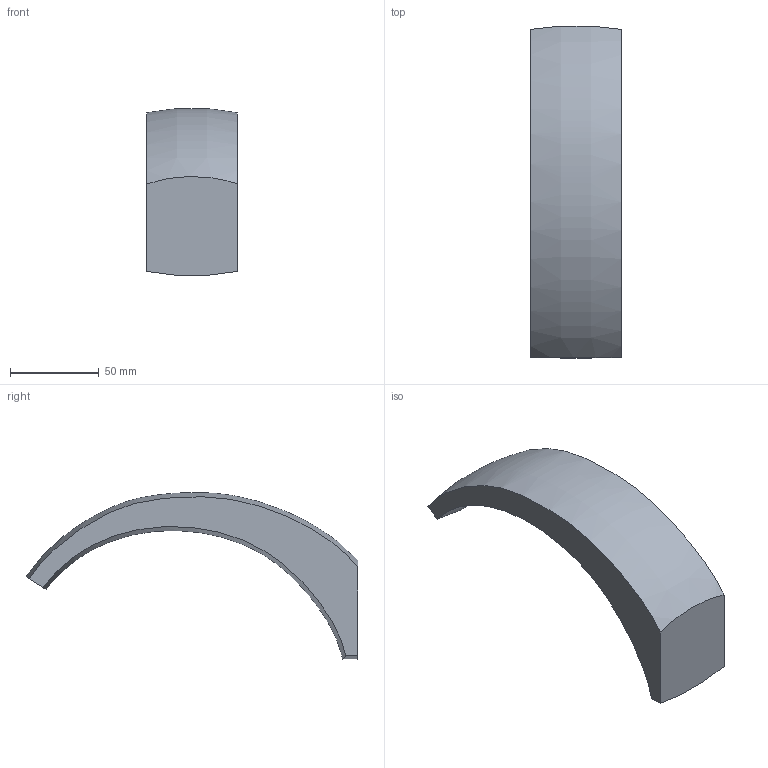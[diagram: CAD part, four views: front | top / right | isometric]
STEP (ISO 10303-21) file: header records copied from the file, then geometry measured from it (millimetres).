
FILE_DESCRIPTION((''),'2;1');
FILE_NAME('20-258','2021-01-26T09:46:30',('rsmith'),(''),'CREO PARAMETRIC BY PTC INC, 2018400','CREO PARAMETRIC BY PTC INC, 2018400','');
FILE_SCHEMA(('AUTOMOTIVE_DESIGN { 1 0 10303 214 1 1 1 1 }'));
Length unit declared in the file: inch
Products named in the file (1): 20-258
Bounding box: 50.8 x 186.45 x 93.73 mm (x, y, z)
Volume: 245001 mm3; surface area: 33593.4 mm2
Topology: 1 solids, 1 shells, 7 faces, 15 edges, 10 vertices
Faces by surface type: plane 4, bspline 2, cylinder 1
Entity records: 969 total; most frequent: CARTESIAN_POINT 579, COLOUR_RGB 146, ORIENTED_EDGE 30, DIRECTION 20, PRESENTATION_STYLE_ASSIGNMENT 16, STYLED_ITEM 16, CURVE_STYLE 15, EDGE_CURVE 15
